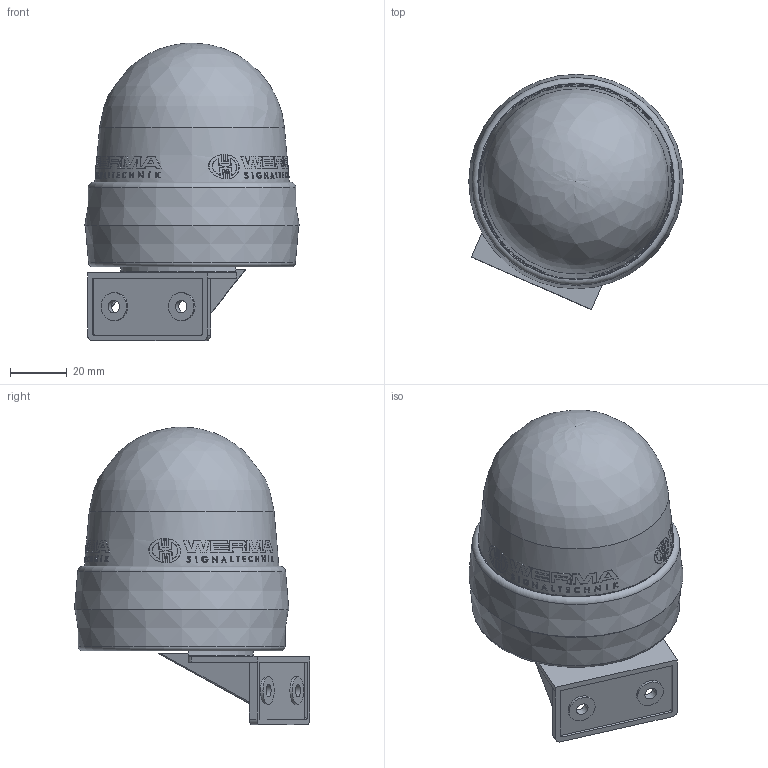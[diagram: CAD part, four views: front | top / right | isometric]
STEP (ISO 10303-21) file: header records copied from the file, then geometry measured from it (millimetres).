
FILE_DESCRIPTION(/* description */ ('Customer part'),/* implementation_level */ '2;1');
FILE_NAME(/* name */ '800000001006_PRT_000.step',/* time_stamp */ '2018-07-16T10:09:11+02:00',/* author */ ('IMPORT'),/* organization */ ('WERMA Signaltechnik GmbH+Co.KG'),/* preprocessor_version */ 'ST-DEVELOPER v17',/* originating_system */ 'Autodesk Inventor 2018',/* authorisation */ 'public');
FILE_SCHEMA (('AUTOMOTIVE_DESIGN { 1 0 10303 214 3 1 1 }'));
Length unit declared in the file: millimetre
Products named in the file (1): 800000001006
Bounding box: 75.35 x 82.63 x 104.58 mm (x, y, z)
Volume: 262557.3 mm3; surface area: 27079.2 mm2
Topology: 1 solids, 1 shells, 772 faces, 2084 edges, 1394 vertices
Faces by surface type: plane 552, cylinder 139, cone 77, torus 3, bspline 1
Full cylindrical faces by diameter (mm): 4.4 x2, 9.8 x2
Entity records: 27584 total; most frequent: CARTESIAN_POINT 8390, ORIENTED_EDGE 4166, DIRECTION 3933, EDGE_CURVE 2083, AXIS2_PLACEMENT_3D 1506, VERTEX_POINT 1394, LINE 921, VECTOR 921
